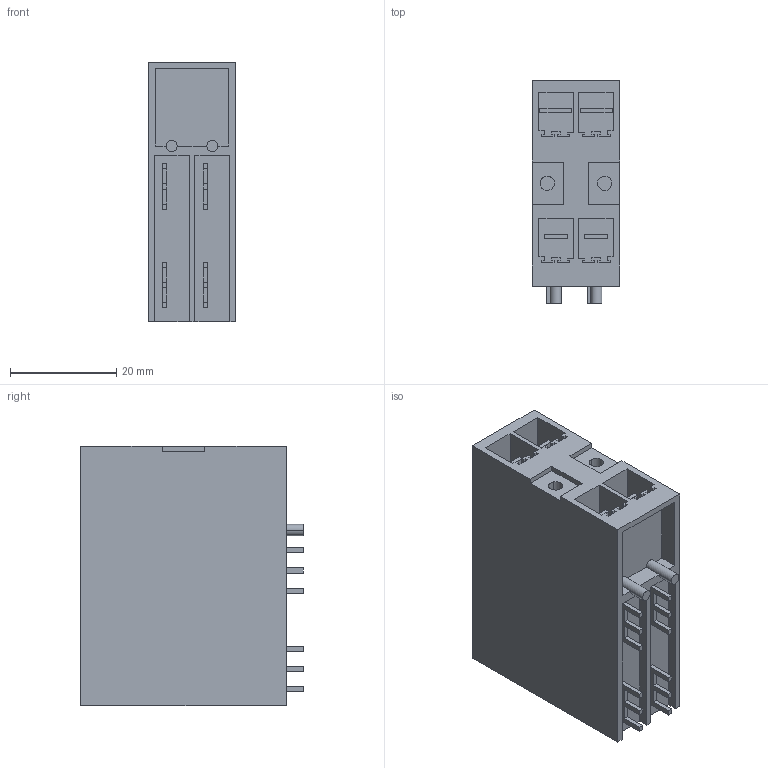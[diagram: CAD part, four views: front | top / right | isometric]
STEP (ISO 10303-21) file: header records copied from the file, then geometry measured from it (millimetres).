
FILE_DESCRIPTION(('CATIA V5 STEP Exchange','CAx-IF Rec.Pracs.--- Model Styling and Organization---1.2---2011-12-15'),'2;1');
FILE_NAME ('D1452760_0_1543290000_1543290000.stp','2017-11-04T08:59:03+00:00',('none'),('Weidmueller'),'CATIA Version 5-6 Release 2014','CATIA V5 STEP AP214','none');
FILE_SCHEMA(('AUTOMOTIVE_DESIGN { 1 0 10303 214 1 1 1 1 }'));
Length unit declared in the file: millimetre
Products named in the file (1): 1543290000
Bounding box: 16.46 x 41.9 x 48.9 mm (x, y, z)
Volume: 24920.2 mm3; surface area: 16180.9 mm2
Topology: 5 solids, 5 shells, 362 faces, 1013 edges, 675 vertices
Faces by surface type: plane 354, cylinder 8
Entity records: 10745 total; most frequent: ORIENTED_EDGE 2026, CARTESIAN_POINT 1914, DIRECTION 1463, EDGE_CURVE 1013, VECTOR 997, LINE 997, VERTEX_POINT 675, EDGE_LOOP 384
